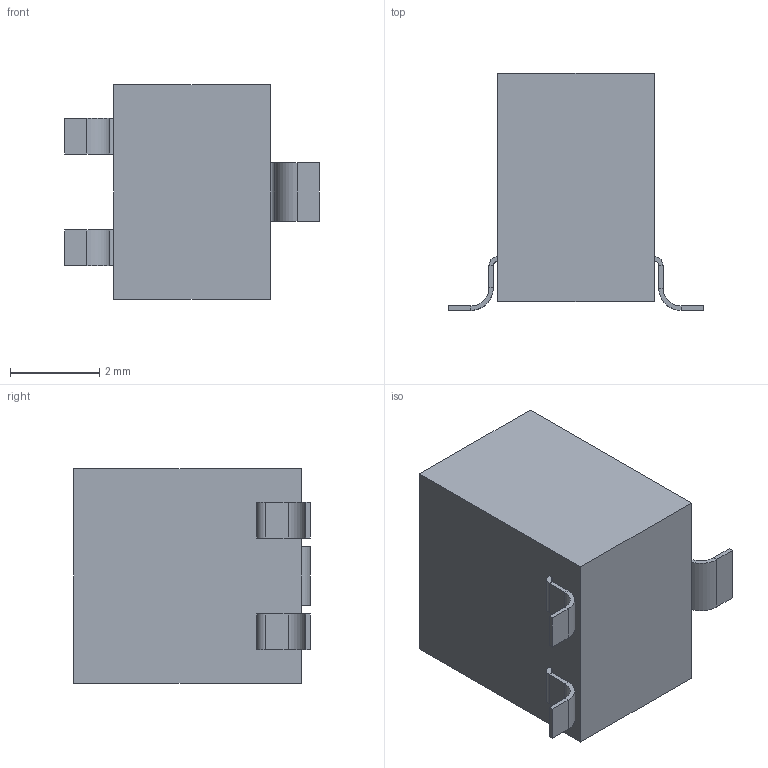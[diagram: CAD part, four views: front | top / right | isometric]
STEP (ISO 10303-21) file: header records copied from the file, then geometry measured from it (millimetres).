
FILE_DESCRIPTION (( 'STEP AP214' ), '1' );
FILE_NAME ('3214X-1-101E.STEP', '2021-07-22T22:29:42', ( '' ), ( '' ), 'SwSTEP 2.0', 'SolidWorks 2017', '' );
FILE_SCHEMA (( 'AUTOMOTIVE_DESIGN' ));
Length unit declared in the file: millimetre
Products named in the file (1): 3214X-1-101E
Bounding box: 5.7 x 5.3 x 4.8 mm (x, y, z)
Volume: 85.4 mm3; surface area: 141.2 mm2
Topology: 5 solids, 5 shells, 71 faces, 144 edges, 84 vertices
Faces by surface type: plane 55, cylinder 16
Entity records: 1876 total; most frequent: DIRECTION 324, CARTESIAN_POINT 300, ORIENTED_EDGE 288, EDGE_CURVE 144, AXIS2_PLACEMENT_3D 108, LINE 108, VECTOR 108, VERTEX_POINT 84
